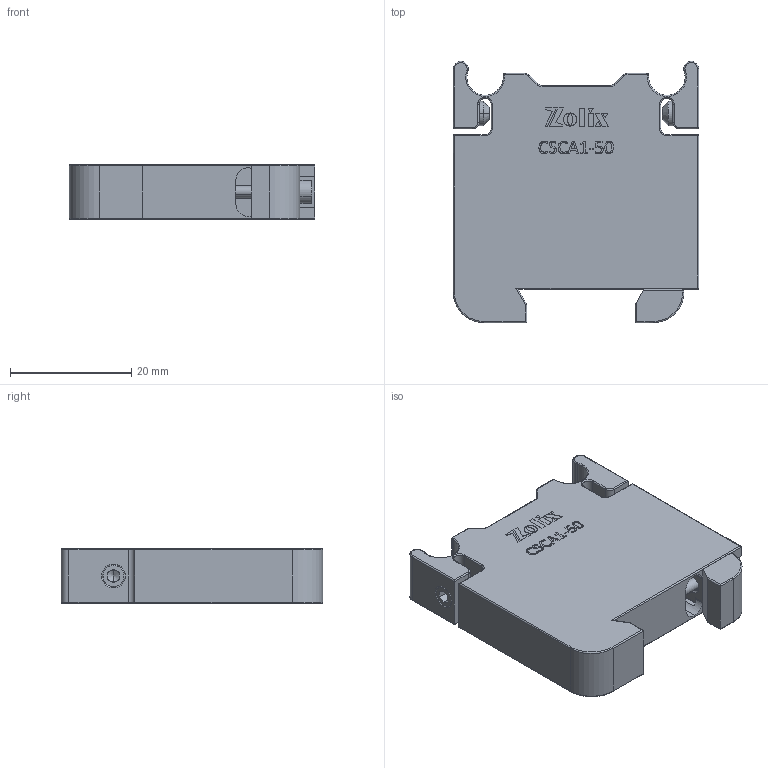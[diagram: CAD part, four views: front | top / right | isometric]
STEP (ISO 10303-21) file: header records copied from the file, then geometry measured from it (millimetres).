
FILE_DESCRIPTION (( 'STEP AP203' ), '1' );
FILE_NAME ('CSCA1-50.STEP', '2025-08-07T03:38:24', ( '' ), ( '' ), 'SwSTEP 2.0', 'SolidWorks 2020', '' );
FILE_SCHEMA (( 'CONFIG_CONTROL_DESIGN' ));
Length unit declared in the file: millimetre
Products named in the file (1): CSCA1-50
Bounding box: 40.5 x 43.1 x 9 mm (x, y, z)
Volume: 12903 mm3; surface area: 5831.5 mm2
Topology: 5 solids, 5 shells, 564 faces, 1449 edges, 898 vertices
Faces by surface type: plane 297, bspline 121, cylinder 114, cone 28, torus 4
Entity records: 21096 total; most frequent: CARTESIAN_POINT 8185, ORIENTED_EDGE 2858, DIRECTION 2343, EDGE_CURVE 1429, LINE 975, VECTOR 975, VERTEX_POINT 898, AXIS2_PLACEMENT_3D 684
